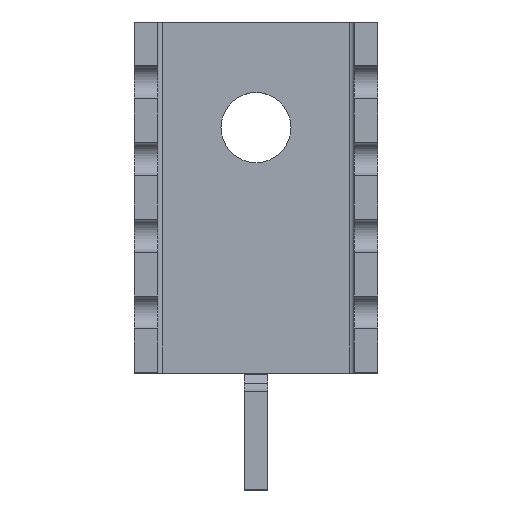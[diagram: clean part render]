
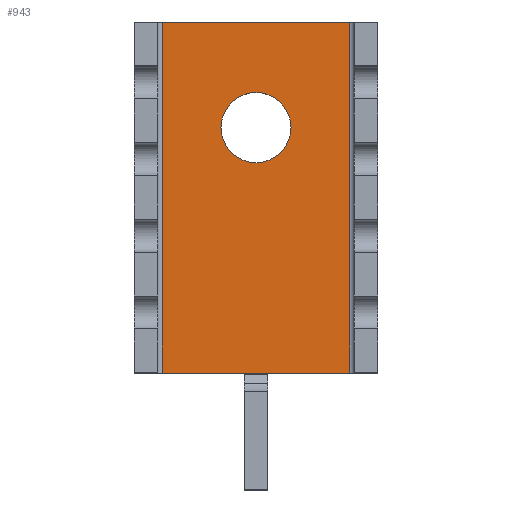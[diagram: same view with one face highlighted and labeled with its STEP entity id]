
A CAD part, top view. The second image highlights one B-rep face of the part: STEP entity #943.
In plain terms, the highlighted planar face has unit normal (0, 0, 1).
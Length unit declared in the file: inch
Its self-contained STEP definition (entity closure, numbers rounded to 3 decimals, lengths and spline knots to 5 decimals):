
#18 = DIRECTION ( 'NONE',  ( 0., 0., -1. ) ) ;
#215 = DIRECTION ( 'NONE',  ( 1., 0., 0. ) ) ;
#272 = CARTESIAN_POINT ( 'NONE',  ( 0.2, 0.75, -0.075 ) ) ;
#291 = ORIENTED_EDGE ( 'NONE', *, *, #785, .F. ) ;
#303 = DIRECTION ( 'NONE',  ( 0., 0., 1. ) ) ;
#307 = CARTESIAN_POINT ( 'NONE',  ( 0., 0.525, -0.075 ) ) ;
#420 = CARTESIAN_POINT ( 'NONE',  ( -0.2, 0.75, -0.075 ) ) ;
#432 = CARTESIAN_POINT ( 'NONE',  ( 0.2, 0.75, -0.075 ) ) ;
#549 = CARTESIAN_POINT ( 'NONE',  ( -0.26, 0., -0.075 ) ) ;
#682 = DIRECTION ( 'NONE',  ( 0., 0., 1. ) ) ;
#686 = DIRECTION ( 'NONE',  ( 0., -1., 0. ) ) ;
#695 = VECTOR ( 'NONE', #1160, 39.37008 ) ;
#721 = LINE ( 'NONE', #432, #2372 ) ;
#745 = LINE ( 'NONE', #1543, #695 ) ;
#766 = LINE ( 'NONE', #549, #1531 ) ;
#785 = EDGE_CURVE ( 'NONE', #1333, #1697, #1277, .T. ) ;
#821 = EDGE_CURVE ( 'NONE', #1309, #1973, #1405, .T. ) ;
#943 = ADVANCED_FACE ( 'NONE', ( #1495, #2275 ), #2153, .F. ) ;
#1090 = EDGE_LOOP ( 'NONE', ( #1104, #291 ) ) ;
#1104 = ORIENTED_EDGE ( 'NONE', *, *, #1143, .F. ) ;
#1133 = VERTEX_POINT ( 'NONE', #2162 ) ;
#1143 = EDGE_CURVE ( 'NONE', #1697, #1333, #1510, .T. ) ;
#1160 = DIRECTION ( 'NONE',  ( 1., 0., 0. ) ) ;
#1235 = DIRECTION ( 'NONE',  ( 0., -1., 0. ) ) ;
#1243 = EDGE_CURVE ( 'NONE', #1973, #1133, #766, .T. ) ;
#1277 = CIRCLE ( 'NONE', #1852, 0.075 ) ;
#1297 = CARTESIAN_POINT ( 'NONE',  ( -0.075, 0.525, -0.075 ) ) ;
#1309 = VERTEX_POINT ( 'NONE', #420 ) ;
#1333 = VERTEX_POINT ( 'NONE', #1297 ) ;
#1380 = VERTEX_POINT ( 'NONE', #272 ) ;
#1405 = LINE ( 'NONE', #1617, #1499 ) ;
#1431 = EDGE_CURVE ( 'NONE', #1380, #1133, #721, .T. ) ;
#1434 = ORIENTED_EDGE ( 'NONE', *, *, #1431, .F. ) ;
#1443 = ORIENTED_EDGE ( 'NONE', *, *, #2136, .F. ) ;
#1495 = FACE_BOUND ( 'NONE', #1090, .T. ) ;
#1499 = VECTOR ( 'NONE', #1235, 39.37008 ) ;
#1510 = CIRCLE ( 'NONE', #2352, 0.075 ) ;
#1531 = VECTOR ( 'NONE', #215, 39.37008 ) ;
#1543 = CARTESIAN_POINT ( 'NONE',  ( -0.26, 0.75, -0.075 ) ) ;
#1617 = CARTESIAN_POINT ( 'NONE',  ( -0.2, 0.75, -0.075 ) ) ;
#1629 = CARTESIAN_POINT ( 'NONE',  ( 0.075, 0.525, -0.075 ) ) ;
#1697 = VERTEX_POINT ( 'NONE', #1629 ) ;
#1732 = AXIS2_PLACEMENT_3D ( 'NONE', #2340, #18, #2102 ) ;
#1815 = DIRECTION ( 'NONE',  ( 1., 0., 0. ) ) ;
#1852 = AXIS2_PLACEMENT_3D ( 'NONE', #1993, #303, #1815 ) ;
#1938 = DIRECTION ( 'NONE',  ( 1., 0., 0. ) ) ;
#1940 = CARTESIAN_POINT ( 'NONE',  ( -0.2, 0., -0.075 ) ) ;
#1942 = EDGE_LOOP ( 'NONE', ( #2188, #1434, #1443, #1952 ) ) ;
#1952 = ORIENTED_EDGE ( 'NONE', *, *, #821, .T. ) ;
#1973 = VERTEX_POINT ( 'NONE', #1940 ) ;
#1993 = CARTESIAN_POINT ( 'NONE',  ( 0., 0.525, -0.075 ) ) ;
#2102 = DIRECTION ( 'NONE',  ( -1., 0., 0. ) ) ;
#2136 = EDGE_CURVE ( 'NONE', #1309, #1380, #745, .T. ) ;
#2153 = PLANE ( 'NONE',  #1732 ) ;
#2162 = CARTESIAN_POINT ( 'NONE',  ( 0.2, 0., -0.075 ) ) ;
#2188 = ORIENTED_EDGE ( 'NONE', *, *, #1243, .T. ) ;
#2275 = FACE_OUTER_BOUND ( 'NONE', #1942, .T. ) ;
#2340 = CARTESIAN_POINT ( 'NONE',  ( -0.26, 0.75, -0.075 ) ) ;
#2352 = AXIS2_PLACEMENT_3D ( 'NONE', #307, #682, #1938 ) ;
#2372 = VECTOR ( 'NONE', #686, 39.37008 ) ;
